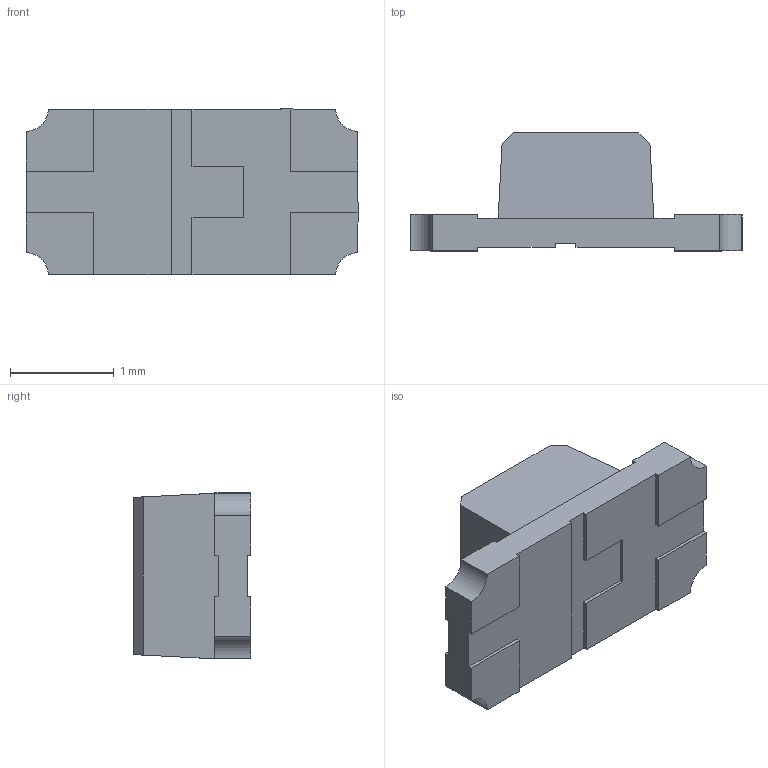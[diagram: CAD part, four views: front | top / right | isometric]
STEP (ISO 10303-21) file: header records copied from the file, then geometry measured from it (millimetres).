
FILE_DESCRIPTION (( 'STEP AP214' ), '1' );
FILE_NAME ('CD743884-CE97-408A-B810-61376620C5E8.STEP', '2022-12-12T20:07:27', ( '' ), ( '' ), 'SwSTEP 2.0', 'SolidWorks 2022', '' );
FILE_SCHEMA (( 'AUTOMOTIVE_DESIGN' ));
Length unit declared in the file: millimetre
Products named in the file (1): CD743884-CE97-408A-B810-61376620C5E8
Bounding box: 3.2 x 1.14 x 1.6 mm (x, y, z)
Volume: 3.3 mm3; surface area: 17.9 mm2
Topology: 1 solids, 1 shells, 53 faces, 146 edges, 96 vertices
Faces by surface type: plane 47, cylinder 6
Entity records: 2277 total; most frequent: CARTESIAN_POINT 296, ORIENTED_EDGE 292, DIRECTION 266, EDGE_CURVE 146, VECTOR 134, LINE 134, VERTEX_POINT 96, AXIS2_PLACEMENT_3D 66
